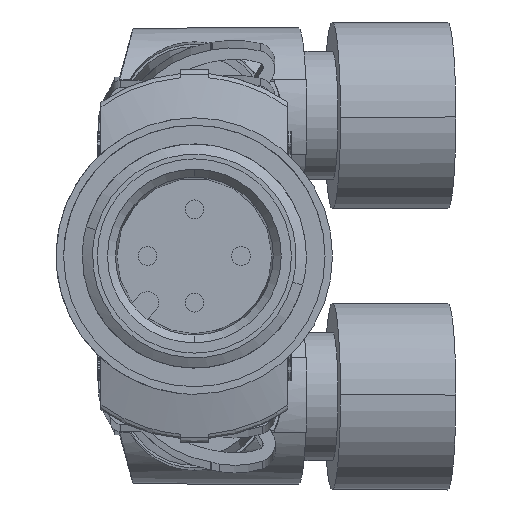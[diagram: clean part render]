
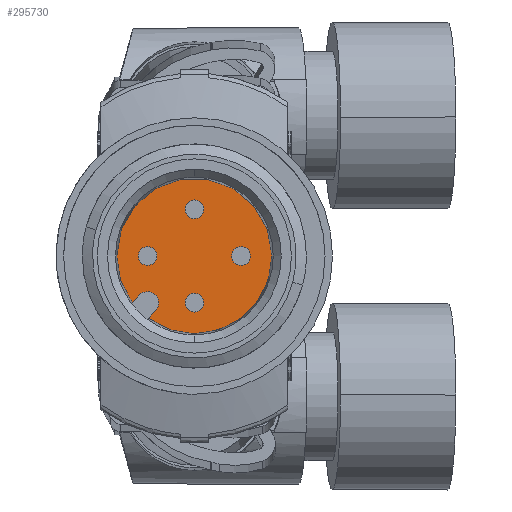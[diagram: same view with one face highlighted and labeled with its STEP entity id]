
A CAD part, left-side view. The second image highlights one B-rep face of the part: STEP entity #295730.
In plain terms, the highlighted face is planar.
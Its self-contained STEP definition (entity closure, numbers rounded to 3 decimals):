
#287650=CARTESIAN_POINT('',(17.483,31.86,14.912
));
#287660=VERTEX_POINT('',#287650);
#287690=CARTESIAN_POINT('',(17.983,31.86,14.912
));
#287700=DIRECTION('',(0.,0.,-1.));
#287710=DIRECTION('',(-1.,0.,0.));
#287720=AXIS2_PLACEMENT_3D('',#287690,#287700,#287710);
#287730=CIRCLE('',#287720,0.5);
#287740=CARTESIAN_POINT('',(18.483,31.86,14.912
));
#287750=VERTEX_POINT('',#287740);
#287760=EDGE_CURVE('',#287750,#287660,#287730,.T.);
#291670=CARTESIAN_POINT('',(12.483,31.86,14.912
));
#291680=VERTEX_POINT('',#291670);
#291730=CARTESIAN_POINT('',(12.983,31.86,14.912
));
#291740=DIRECTION('',(0.,0.,-1.));
#291750=DIRECTION('',(-1.,0.,0.));
#291760=AXIS2_PLACEMENT_3D('',#291730,#291740,#291750);
#291770=CIRCLE('',#291760,0.5);
#291780=CARTESIAN_POINT('',(13.483,31.86,14.912
));
#291790=VERTEX_POINT('',#291780);
#291800=EDGE_CURVE('',#291790,#291680,#291770,.T.);
#292160=CARTESIAN_POINT('',(14.983,34.36,14.912
));
#292170=VERTEX_POINT('',#292160);
#292220=CARTESIAN_POINT('',(15.483,34.36,14.912
));
#292230=DIRECTION('',(0.,0.,-1.));
#292240=DIRECTION('',(-1.,0.,0.));
#292250=AXIS2_PLACEMENT_3D('',#292220,#292230,#292240);
#292260=CIRCLE('',#292250,0.5);
#292270=CARTESIAN_POINT('',(15.983,34.36,14.912
));
#292280=VERTEX_POINT('',#292270);
#292290=EDGE_CURVE('',#292280,#292170,#292260,.T.);
#292650=CARTESIAN_POINT('',(14.983,29.36,14.912
));
#292660=VERTEX_POINT('',#292650);
#292690=CARTESIAN_POINT('',(15.483,29.36,14.912
));
#292700=DIRECTION('',(0.,0.,-1.));
#292710=DIRECTION('',(-1.,0.,0.));
#292720=AXIS2_PLACEMENT_3D('',#292690,#292700,#292710);
#292730=CIRCLE('',#292720,0.5);
#292740=CARTESIAN_POINT('',(15.983,29.36,14.912
));
#292750=VERTEX_POINT('',#292740);
#292760=EDGE_CURVE('',#292750,#292660,#292730,.T.);
#293000=CARTESIAN_POINT('',(17.993,34.37,14.912
));
#293010=DIRECTION('',(0.,0.,-1.));
#293020=DIRECTION('',(0.,-1.,0.));
#293030=AXIS2_PLACEMENT_3D('',#293000,#293010,#293020);
#293040=CIRCLE('',#293030,0.6);
#293050=CARTESIAN_POINT('',(17.993,33.77,14.912
));
#293060=VERTEX_POINT('',#293050);
#293070=CARTESIAN_POINT('',(17.569,34.795,14.912
));
#293080=VERTEX_POINT('',#293070);
#293090=EDGE_CURVE('',#293060,#293080,#293040,.T.);
#293640=CARTESIAN_POINT('',(15.483,36.01,14.912
));
#293650=VERTEX_POINT('',#293640);
#293680=CARTESIAN_POINT('',(15.483,31.86,14.912
));
#293690=DIRECTION('',(0.,0.,-1.));
#293700=DIRECTION('',(0.,-1.,0.));
#293710=AXIS2_PLACEMENT_3D('',#293680,#293690,#293700);
#293720=CIRCLE('',#293710,4.15);
#293730=CARTESIAN_POINT('',(17.962,35.188,14.912
));
#293740=VERTEX_POINT('',#293730);
#293750=EDGE_CURVE('',#293650,#293740,#293720,.T.);
#294140=CARTESIAN_POINT('',(46.494,63.721,14.912
));
#294150=DIRECTION('',(-0.707,-0.707,
0.));
#294160=VECTOR('',#294150,1.);
#294170=LINE('',#294140,#294160);
#294180=EDGE_CURVE('',#293740,#293080,#294170,.T.);
#294790=CARTESIAN_POINT('',(48.191,63.721,14.912
));
#294800=DIRECTION('',(0.707,0.707,
0.));
#294810=VECTOR('',#294800,1.);
#294820=LINE('',#294790,#294810);
#294830=CARTESIAN_POINT('',(18.417,33.946,14.912
));
#294840=VERTEX_POINT('',#294830);
#294850=CARTESIAN_POINT('',(18.811,34.34,14.912
));
#294860=VERTEX_POINT('',#294850);
#294870=EDGE_CURVE('',#294840,#294860,#294820,.T.);
#295340=CARTESIAN_POINT('',(13.783,31.86,14.912
));
#295350=DIRECTION('',(0.,0.,-1.));
#295360=DIRECTION('',(1.,0.,0.));
#295370=AXIS2_PLACEMENT_3D('',#295340,#295350,#295360);
#295380=PLANE('',#295370);
#295390=EDGE_CURVE('',#292660,#292750,#292730,.T.);
#295400=ORIENTED_EDGE('',*,*,#295390,.F.);
#295410=ORIENTED_EDGE('',*,*,#292760,.F.);
#295420=EDGE_LOOP('',(#295410,#295400));
#295430=FACE_BOUND('',#295420,.T.);
#295440=EDGE_CURVE('',#291680,#291790,#291770,.T.);
#295450=ORIENTED_EDGE('',*,*,#295440,.F.);
#295460=ORIENTED_EDGE('',*,*,#291800,.F.);
#295470=EDGE_LOOP('',(#295460,#295450));
#295480=FACE_BOUND('',#295470,.T.);
#295490=CARTESIAN_POINT('',(15.483,27.71,14.912
));
#295500=VERTEX_POINT('',#295490);
#295510=EDGE_CURVE('',#295500,#293650,#293720,.T.);
#295520=ORIENTED_EDGE('',*,*,#295510,.T.);
#295530=EDGE_CURVE('',#294860,#295500,#293720,.T.);
#295540=ORIENTED_EDGE('',*,*,#295530,.T.);
#295550=ORIENTED_EDGE('',*,*,#294870,.T.);
#295560=EDGE_CURVE('',#294840,#293060,#293040,.T.);
#295570=ORIENTED_EDGE('',*,*,#295560,.F.);
#295580=ORIENTED_EDGE('',*,*,#293090,.F.);
#295590=ORIENTED_EDGE('',*,*,#294180,.T.);
#295600=ORIENTED_EDGE('',*,*,#293750,.T.);
#295610=EDGE_LOOP('',(#295600,#295590,#295580,#295570,#295550,#295540,
#295520));
#295620=FACE_OUTER_BOUND('',#295610,.T.);
#295630=EDGE_CURVE('',#287660,#287750,#287730,.T.);
#295640=ORIENTED_EDGE('',*,*,#295630,.F.);
#295650=ORIENTED_EDGE('',*,*,#287760,.F.);
#295660=EDGE_LOOP('',(#295650,#295640));
#295670=FACE_BOUND('',#295660,.T.);
#295680=EDGE_CURVE('',#292170,#292280,#292260,.T.);
#295690=ORIENTED_EDGE('',*,*,#295680,.F.);
#295700=ORIENTED_EDGE('',*,*,#292290,.F.);
#295710=EDGE_LOOP('',(#295700,#295690));
#295720=FACE_BOUND('',#295710,.T.);
#295730=ADVANCED_FACE('',(#295430,#295480,#295620,#295670,#295720),
#295380,.T.);
